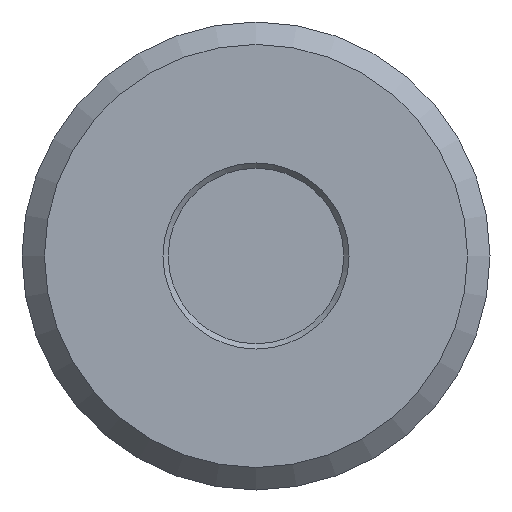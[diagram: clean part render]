
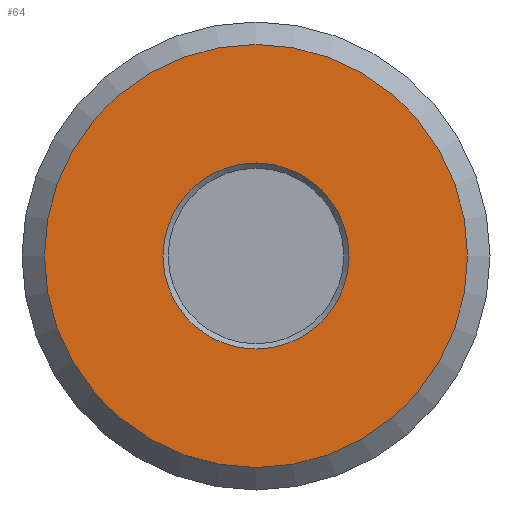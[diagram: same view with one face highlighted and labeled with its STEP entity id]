
A CAD part, front view. The second image highlights one B-rep face of the part: STEP entity #64.
In plain terms, the highlighted planar face has unit normal (0, -1, 0).
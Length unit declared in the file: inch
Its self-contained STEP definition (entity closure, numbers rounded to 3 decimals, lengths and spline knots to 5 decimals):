
#21 = EDGE_CURVE ( 'NONE', #375, #375, #505, .T. ) ;
#25 = ORIENTED_EDGE ( 'NONE', *, *, #365, .F. ) ;
#64 = ADVANCED_FACE ( 'NONE', ( #332, #292 ), #239, .T. ) ;
#116 = CARTESIAN_POINT ( 'NONE',  ( 0., 0., 0.2825 ) ) ;
#161 = AXIS2_PLACEMENT_3D ( 'NONE', #455, #458, #491 ) ;
#173 = EDGE_LOOP ( 'NONE', ( #289 ) ) ;
#219 = DIRECTION ( 'NONE',  ( 0., 0., -1. ) ) ;
#239 = PLANE ( 'NONE',  #526 ) ;
#241 = AXIS2_PLACEMENT_3D ( 'NONE', #497, #495, #485 ) ;
#247 = CARTESIAN_POINT ( 'NONE',  ( -0.12426, 0., 0. ) ) ;
#264 = CARTESIAN_POINT ( 'NONE',  ( 0., 0., 0.12426 ) ) ;
#289 = ORIENTED_EDGE ( 'NONE', *, *, #21, .T. ) ;
#292 = FACE_OUTER_BOUND ( 'NONE', #467, .T. ) ;
#332 = FACE_BOUND ( 'NONE', #173, .T. ) ;
#343 = VERTEX_POINT ( 'NONE', #116 ) ;
#365 = EDGE_CURVE ( 'NONE', #343, #343, #384, .T. ) ;
#375 = VERTEX_POINT ( 'NONE', #264 ) ;
#384 = CIRCLE ( 'NONE', #241, 0.2825 ) ;
#455 = CARTESIAN_POINT ( 'NONE',  ( 0., 0., 0. ) ) ;
#458 = DIRECTION ( 'NONE',  ( 0., 1., 0. ) ) ;
#467 = EDGE_LOOP ( 'NONE', ( #25 ) ) ;
#485 = DIRECTION ( 'NONE',  ( 0., 0., 1. ) ) ;
#491 = DIRECTION ( 'NONE',  ( 0., 0., 1. ) ) ;
#495 = DIRECTION ( 'NONE',  ( 0., 1., 0. ) ) ;
#497 = CARTESIAN_POINT ( 'NONE',  ( 0., 0., 0. ) ) ;
#505 = CIRCLE ( 'NONE', #161, 0.12426 ) ;
#526 = AXIS2_PLACEMENT_3D ( 'NONE', #247, #540, #219 ) ;
#540 = DIRECTION ( 'NONE',  ( 0., -1., 0. ) ) ;
